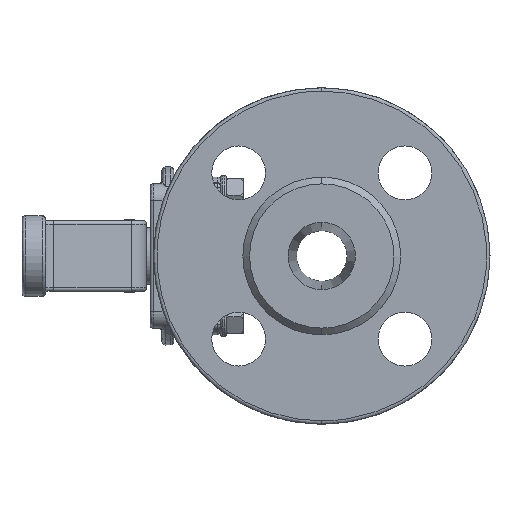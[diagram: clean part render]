
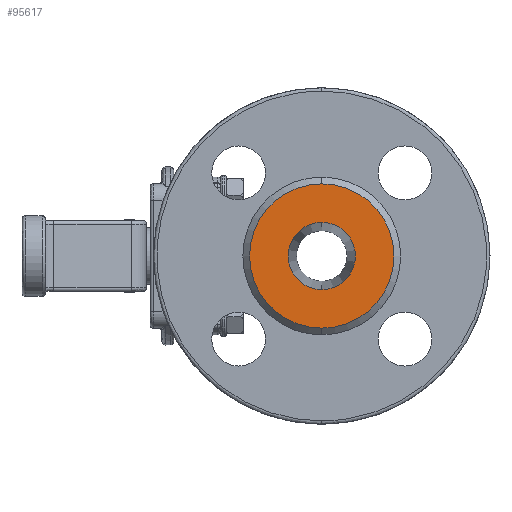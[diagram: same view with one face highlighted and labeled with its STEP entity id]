
A CAD part, left-side view. The second image highlights one B-rep face of the part: STEP entity #95617.
In plain terms, the highlighted face is planar.
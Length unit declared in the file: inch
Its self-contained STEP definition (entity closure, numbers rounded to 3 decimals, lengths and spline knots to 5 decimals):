
#6412 = CARTESIAN_POINT ( 'NONE',  ( 2.6378, 0., -0.84449 ) ) ;
#12578 = PLANE ( 'NONE',  #84980 ) ;
#13650 = DIRECTION ( 'NONE',  ( 0., 0., 1. ) ) ;
#17365 = DIRECTION ( 'NONE',  ( -1., 0., 0. ) ) ;
#26199 = AXIS2_PLACEMENT_3D ( 'NONE', #28075, #97626, #13650 ) ;
#28075 = CARTESIAN_POINT ( 'NONE',  ( 2.6378, 0., 0. ) ) ;
#30398 = DIRECTION ( 'NONE',  ( 1., 0., 0. ) ) ;
#30901 = DIRECTION ( 'NONE',  ( 0., 0., 1. ) ) ;
#31257 = ORIENTED_EDGE ( 'NONE', *, *, #66535, .T. ) ;
#34222 = DIRECTION ( 'NONE',  ( 0., 0., 1. ) ) ;
#34936 = FACE_OUTER_BOUND ( 'NONE', #94384, .T. ) ;
#36903 = EDGE_LOOP ( 'NONE', ( #31257, #70010 ) ) ;
#41203 = CARTESIAN_POINT ( 'NONE',  ( 2.6378, 0., 0. ) ) ;
#42968 = CIRCLE ( 'NONE', #78073, 0.84449 ) ;
#43509 = VERTEX_POINT ( 'NONE', #71419 ) ;
#44685 = EDGE_CURVE ( 'NONE', #43509, #56384, #66157, .T. ) ;
#48198 = DIRECTION ( 'NONE',  ( 0., 0., 1. ) ) ;
#48694 = AXIS2_PLACEMENT_3D ( 'NONE', #74182, #30398, #30901 ) ;
#54317 = CIRCLE ( 'NONE', #92387, 0.3937 ) ;
#54757 = CIRCLE ( 'NONE', #26199, 0.84449 ) ;
#56384 = VERTEX_POINT ( 'NONE', #75264 ) ;
#63895 = VERTEX_POINT ( 'NONE', #6412 ) ;
#66157 = CIRCLE ( 'NONE', #48694, 0.3937 ) ;
#66535 = EDGE_CURVE ( 'NONE', #56384, #43509, #54317, .T. ) ;
#69612 = CARTESIAN_POINT ( 'NONE',  ( 2.6378, 0., 0. ) ) ;
#70010 = ORIENTED_EDGE ( 'NONE', *, *, #44685, .T. ) ;
#71058 = DIRECTION ( 'NONE',  ( 1., 0., 0. ) ) ;
#71419 = CARTESIAN_POINT ( 'NONE',  ( 2.6378, 0., -0.3937 ) ) ;
#71776 = ORIENTED_EDGE ( 'NONE', *, *, #79377, .T. ) ;
#72742 = CARTESIAN_POINT ( 'NONE',  ( 2.6378, 0.84449, 0. ) ) ;
#74182 = CARTESIAN_POINT ( 'NONE',  ( 2.6378, 0., 0. ) ) ;
#75264 = CARTESIAN_POINT ( 'NONE',  ( 2.6378, 0., 0.3937 ) ) ;
#78073 = AXIS2_PLACEMENT_3D ( 'NONE', #41203, #17365, #34222 ) ;
#79377 = EDGE_CURVE ( 'NONE', #63895, #81345, #42968, .T. ) ;
#79434 = ORIENTED_EDGE ( 'NONE', *, *, #94047, .T. ) ;
#80682 = FACE_BOUND ( 'NONE', #36903, .T. ) ;
#81345 = VERTEX_POINT ( 'NONE', #82032 ) ;
#82032 = CARTESIAN_POINT ( 'NONE',  ( 2.6378, 0., 0.84449 ) ) ;
#84980 = AXIS2_PLACEMENT_3D ( 'NONE', #72742, #93594, #94583 ) ;
#92387 = AXIS2_PLACEMENT_3D ( 'NONE', #69612, #71058, #48198 ) ;
#93594 = DIRECTION ( 'NONE',  ( -1., 0., 0. ) ) ;
#94047 = EDGE_CURVE ( 'NONE', #81345, #63895, #54757, .T. ) ;
#94384 = EDGE_LOOP ( 'NONE', ( #79434, #71776 ) ) ;
#94583 = DIRECTION ( 'NONE',  ( 0., 0., 1. ) ) ;
#95617 = ADVANCED_FACE ( 'NONE', ( #80682, #34936 ), #12578, .T. ) ;
#97626 = DIRECTION ( 'NONE',  ( -1., 0., 0. ) ) ;
